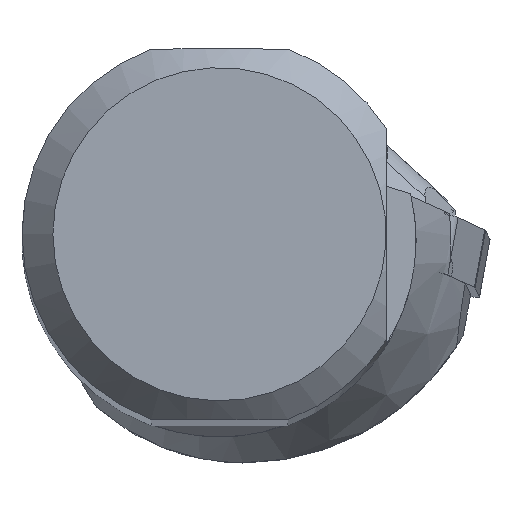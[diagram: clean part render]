
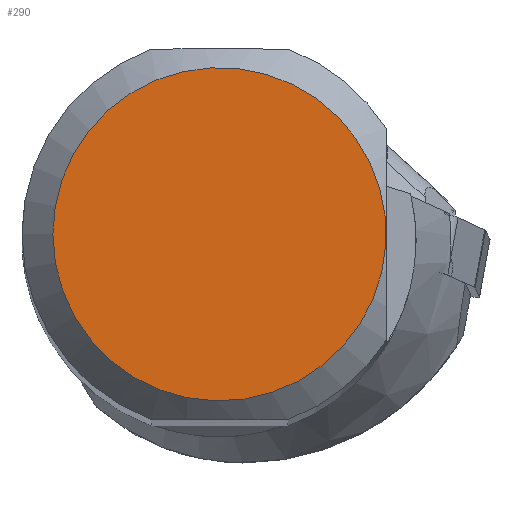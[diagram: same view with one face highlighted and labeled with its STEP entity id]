
A CAD part, top view. The second image highlights one B-rep face of the part: STEP entity #290.
In plain terms, the highlighted planar face has unit normal (0, 0, 1).
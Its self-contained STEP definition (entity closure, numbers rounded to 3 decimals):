
#205=FACE_OUTER_BOUND('',#442,.T.);
#290=ADVANCED_FACE('CU_SU_BP3',(#205),#355,.T.);
#355=PLANE('',#1864);
#442=EDGE_LOOP('',(#764));
#527=CIRCLE('',#1863,13.489);
#764=ORIENTED_EDGE('',*,*,#1315,.F.);
#1118=VERTEX_POINT('',#2850);
#1315=EDGE_CURVE('',#1118,#1118,#527,.T.);
#1863=AXIS2_PLACEMENT_3D('',#2849,#2224,#2225);
#1864=AXIS2_PLACEMENT_3D('',#2851,#2226,#2227);
#2224=DIRECTION('',(0.,0.,-1.));
#2225=DIRECTION('',(-1.,0.,0.));
#2226=DIRECTION('',(0.,0.,1.));
#2227=DIRECTION('',(-1.,0.,0.));
#2849=CARTESIAN_POINT('',(0.,0.,0.));
#2850=CARTESIAN_POINT('',(-13.489,0.,0.));
#2851=CARTESIAN_POINT('',(0.,0.,
0.));
